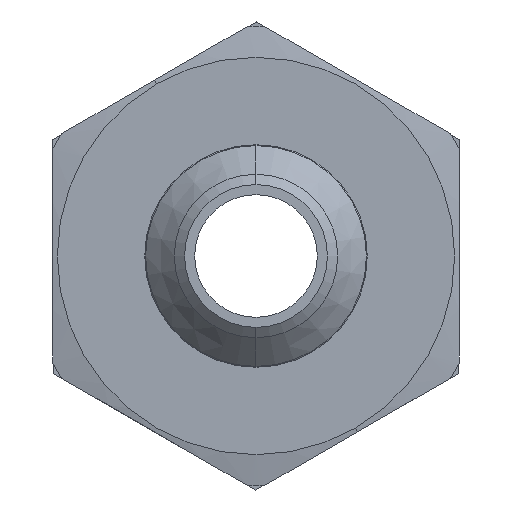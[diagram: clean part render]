
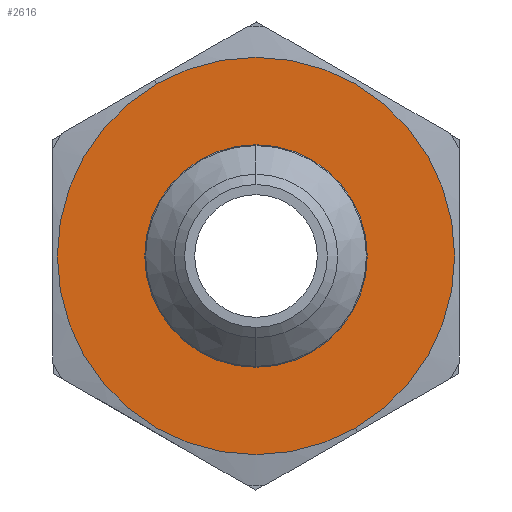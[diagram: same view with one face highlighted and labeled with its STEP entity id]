
A CAD part, left-side view. The second image highlights one B-rep face of the part: STEP entity #2616.
In plain terms, the highlighted face is planar.
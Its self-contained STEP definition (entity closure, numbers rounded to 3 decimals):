
#125 = FACE_OUTER_BOUND ( 'NONE', #206, .T. ) ;
#133 = DIRECTION ( 'NONE',  ( 0., 0., -1. ) ) ;
#206 = EDGE_LOOP ( 'NONE', ( #277, #1281 ) ) ;
#277 = ORIENTED_EDGE ( 'NONE', *, *, #2796, .T. ) ;
#414 = VERTEX_POINT ( 'NONE', #1396 ) ;
#629 = CARTESIAN_POINT ( 'NONE',  ( 27., 0., -12.6 ) ) ;
#869 = CIRCLE ( 'NONE', #2772, 22.5 ) ;
#949 = DIRECTION ( 'NONE',  ( 1., 0., 0. ) ) ;
#1028 = CARTESIAN_POINT ( 'NONE',  ( 27., 0., 0. ) ) ;
#1075 = VERTEX_POINT ( 'NONE', #1590 ) ;
#1172 = DIRECTION ( 'NONE',  ( 1., 0., 0. ) ) ;
#1236 = DIRECTION ( 'NONE',  ( 0., 0., 1. ) ) ;
#1274 = CARTESIAN_POINT ( 'NONE',  ( 27., 0., 0. ) ) ;
#1281 = ORIENTED_EDGE ( 'NONE', *, *, #1928, .T. ) ;
#1369 = PLANE ( 'NONE',  #1598 ) ;
#1396 = CARTESIAN_POINT ( 'NONE',  ( 27., 0., 22.5 ) ) ;
#1430 = DIRECTION ( 'NONE',  ( -1., 0., 0. ) ) ;
#1483 = EDGE_CURVE ( 'NONE', #1075, #1484, #2076, .T. ) ;
#1484 = VERTEX_POINT ( 'NONE', #629 ) ;
#1495 = DIRECTION ( 'NONE',  ( 0., 0., -1. ) ) ;
#1550 = EDGE_LOOP ( 'NONE', ( #1724, #1575 ) ) ;
#1575 = ORIENTED_EDGE ( 'NONE', *, *, #1483, .T. ) ;
#1590 = CARTESIAN_POINT ( 'NONE',  ( 27., 0., 12.6 ) ) ;
#1598 = AXIS2_PLACEMENT_3D ( 'NONE', #2701, #949, #2485 ) ;
#1663 = EDGE_CURVE ( 'NONE', #1484, #1075, #1731, .T. ) ;
#1724 = ORIENTED_EDGE ( 'NONE', *, *, #1663, .T. ) ;
#1731 = CIRCLE ( 'NONE', #1843, 12.6 ) ;
#1843 = AXIS2_PLACEMENT_3D ( 'NONE', #2760, #1430, #133 ) ;
#1928 = EDGE_CURVE ( 'NONE', #2026, #414, #2082, .T. ) ;
#1930 = CARTESIAN_POINT ( 'NONE',  ( 27., 0., -22.5 ) ) ;
#1938 = AXIS2_PLACEMENT_3D ( 'NONE', #1028, #2558, #1236 ) ;
#2026 = VERTEX_POINT ( 'NONE', #1930 ) ;
#2050 = AXIS2_PLACEMENT_3D ( 'NONE', #1274, #2820, #1495 ) ;
#2076 = CIRCLE ( 'NONE', #2050, 12.6 ) ;
#2082 = CIRCLE ( 'NONE', #1938, 22.5 ) ;
#2380 = FACE_BOUND ( 'NONE', #1550, .T. ) ;
#2477 = CARTESIAN_POINT ( 'NONE',  ( 27., 0., 0. ) ) ;
#2485 = DIRECTION ( 'NONE',  ( 0., 0., -1. ) ) ;
#2558 = DIRECTION ( 'NONE',  ( 1., 0., 0. ) ) ;
#2616 = ADVANCED_FACE ( 'NONE', ( #2380, #125 ), #1369, .T. ) ;
#2701 = CARTESIAN_POINT ( 'NONE',  ( 27., 0., 0. ) ) ;
#2703 = DIRECTION ( 'NONE',  ( 0., 0., 1. ) ) ;
#2760 = CARTESIAN_POINT ( 'NONE',  ( 27., 0., 0. ) ) ;
#2772 = AXIS2_PLACEMENT_3D ( 'NONE', #2477, #1172, #2703 ) ;
#2796 = EDGE_CURVE ( 'NONE', #414, #2026, #869, .T. ) ;
#2820 = DIRECTION ( 'NONE',  ( -1., 0., 0. ) ) ;
